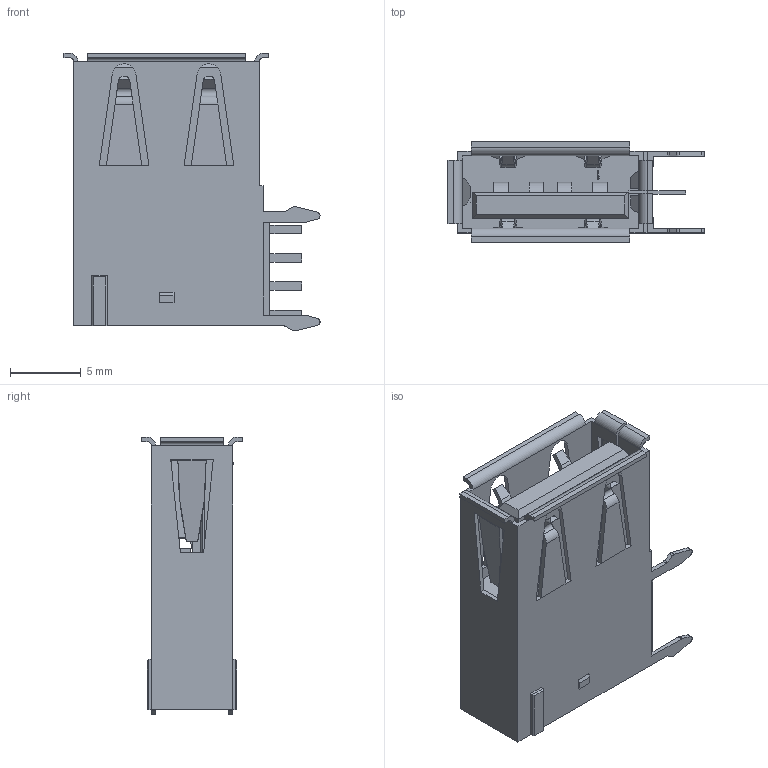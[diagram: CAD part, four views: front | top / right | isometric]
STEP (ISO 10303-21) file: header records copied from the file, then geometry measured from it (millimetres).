
FILE_DESCRIPTION((''),'2;1');
FILE_NAME('C-292336-1','2018-02-23T',('workeradm'),('TE Connectivity Ltd.'),'CREO PARAMETRIC BY PTC INC, 2016050','CREO PARAMETRIC BY PTC INC, 2016050','');
FILE_SCHEMA(('AUTOMOTIVE_DESIGN { 1 0 10303 214 1 1 1 1 }'));
Length unit declared in the file: millimetre
Products named in the file (1): C-292336-1
Bounding box: 18.11 x 7.12 x 19.66 mm (x, y, z)
Volume: 1088.9 mm3; surface area: 1507.2 mm2
Topology: 1 solids, 1 shells, 290 faces, 775 edges, 496 vertices
Faces by surface type: plane 224, cylinder 60, bspline 6
Entity records: 9331 total; most frequent: CARTESIAN_POINT 1977, ORIENTED_EDGE 1550, DIRECTION 1369, EDGE_CURVE 775, VECTOR 641, LINE 641, VERTEX_POINT 496, AXIS2_PLACEMENT_3D 364
